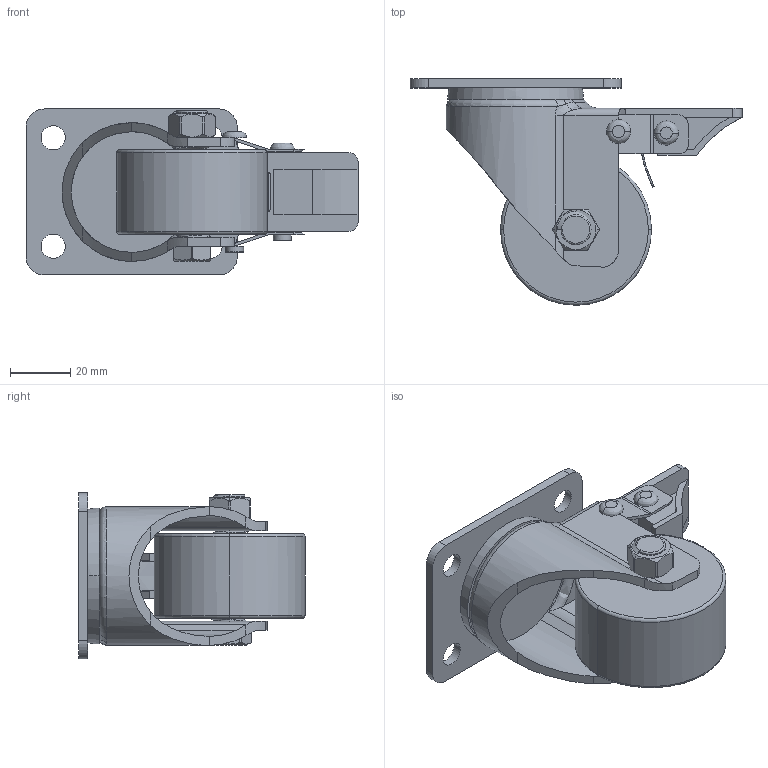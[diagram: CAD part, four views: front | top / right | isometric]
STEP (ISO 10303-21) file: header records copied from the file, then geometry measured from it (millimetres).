
FILE_DESCRIPTION((''),'2;1');
FILE_NAME('2CUN-DZX-SC_ASM_ASM','2021-04-17T',('Administrator'),(''),'PRO/ENGINEER BY PARAMETRIC TECHNOLOGY CORPORATION, 2013240','PRO/ENGINEER BY PARAMETRIC TECHNOLOGY CORPORATION, 2013240','');
FILE_SCHEMA(('CONFIG_CONTROL_DESIGN'));
Length unit declared in the file: millimetre
Products named in the file (7): DIBAN-70X55_1; LUODING-50_1; LUOMAO-15_1; LUNZI-50X28_1; MANIFOLD_SOLID_BREP_4141; 2CUN-DZX-SC_ASM_1_ASM; 2CUN-DZX-SC_ASM_ASM
Assembly tree (6 placements, depth 3):
  2CUN-DZX-SC_ASM_ASM
    2CUN-DZX-SC_ASM_1_ASM
      DIBAN-70X55_1
      LUODING-50_1
      LUOMAO-15_1
      LUNZI-50X28_1
      MANIFOLD_SOLID_BREP_4141
Bounding box: 110 x 75 x 55 mm (x, y, z)
Volume: 100419.7 mm3; surface area: 41134.9 mm2
Topology: 7 solids, 7 shells, 2273 faces, 5695 edges, 3794 vertices
Faces by surface type: plane 2077, cylinder 121, torus 27, bspline 26, extrusion 12, cone 10
Entity records: 72536 total; most frequent: CARTESIAN_POINT 18050, ORIENTED_EDGE 11390, DIRECTION 10207, EDGE_CURVE 5695, VECTOR 5215, LINE 5203, VERTEX_POINT 3794, EDGE_LOOP 2651
